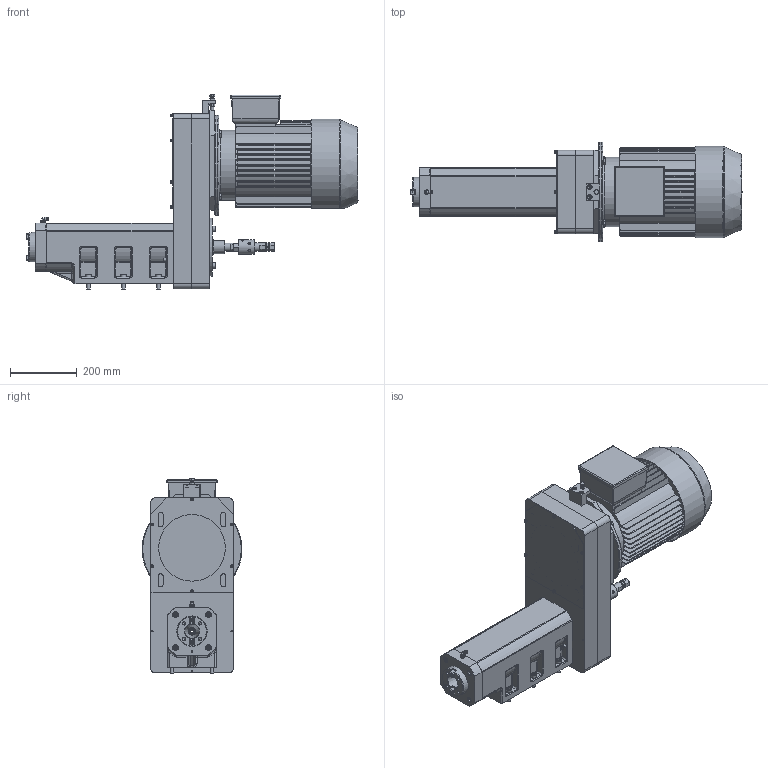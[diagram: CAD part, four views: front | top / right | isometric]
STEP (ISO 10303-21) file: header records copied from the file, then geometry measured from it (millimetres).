
FILE_DESCRIPTION(/* description */ ('CG.40'),/* implementation_level */ '2;1');
FILE_NAME(/* name */ 'CG.40',/* time_stamp */ '2024-10-23T12:21:55+02:00',/* author */ ('Javier Lete'),/* organization */ ('Erlo Group'),/* preprocessor_version */ 'ST-DEVELOPER v18.102',/* originating_system */ 'Solid Edge',/* authorisation */ 'Unknown');
FILE_SCHEMA (('AUTOMOTIVE_DESIGN {1 0 10303 214 3 1 1}'));
Products named in the file (1): CG.40
Bounding box: 996 x 300 x 583.1 mm (x, y, z)
Surface area: 2107332 mm2 (no closed solid volume)
Topology: 0 solids, 115 shells, 1288 faces, 4080 edges, 2806 vertices
Faces by surface type: plane 578, cylinder 370, cone 160, torus 138, bspline 31, sphere 11
Full cylindrical faces by diameter (mm): 4.134 x3, 4.2 x1, 8 x3, 8.5 x6, 8.6 x6, 9 x2, 10 x14, 10.106 x4, 11 x1, 11.5 x2, 12 x3, 12.8 x1, 14.5 x2, 16 x14, 16.376 x2, 17.5 x10, 18 x2, 19.78 x1, 22 x1, 24 x4, 25 x1, 25.4 x1, 40 x1, 43.7 x1, 45 x1, 50 x1, 88.882 x1, 175 x1, 210 x2, 300 x1
Entity records: 50999 total; most frequent: CARTESIAN_POINT 16185, DIRECTION 6637, ORIENTED_EDGE 6246, EDGE_CURVE 3766, VERTEX_POINT 2763, AXIS2_PLACEMENT_3D 2576, FACE_BOUND 1736, EDGE_LOOP 1696
